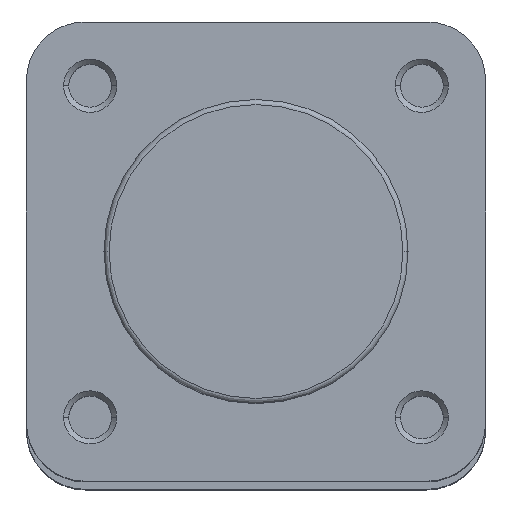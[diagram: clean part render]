
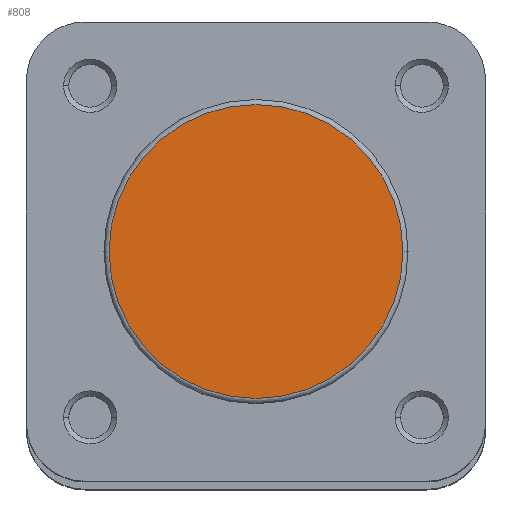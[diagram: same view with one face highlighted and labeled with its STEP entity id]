
A CAD part, top view. The second image highlights one B-rep face of the part: STEP entity #808.
In plain terms, the highlighted planar face has unit normal (0, 0, 1).
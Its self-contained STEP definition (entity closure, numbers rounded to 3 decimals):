
#290 = EDGE_LOOP ( 'NONE', ( #475, #429 ) ) ;
#429 = ORIENTED_EDGE ( 'NONE', *, *, #2568, .T. ) ;
#475 = ORIENTED_EDGE ( 'NONE', *, *, #2522, .T. ) ;
#808 = ADVANCED_FACE ( 'NONE', ( #3433 ), #1777, .F. ) ;
#1215 = VERTEX_POINT ( 'NONE', #2141 ) ;
#1309 = VERTEX_POINT ( 'NONE', #2235 ) ;
#1776 = CARTESIAN_POINT ( 'NONE',  ( 0., 14.9, 0. ) ) ;
#1777 = PLANE ( 'NONE',  #2886 ) ;
#1779 = DIRECTION ( 'NONE',  ( 0., 0., -1. ) ) ;
#1780 = DIRECTION ( 'NONE',  ( -1., 0., 0. ) ) ;
#2141 = CARTESIAN_POINT ( 'NONE',  ( 14.4, 0., 0. ) ) ;
#2235 = CARTESIAN_POINT ( 'NONE',  ( -14.4, 0., 0. ) ) ;
#2522 = EDGE_CURVE ( 'NONE', #1309, #1215, #3758, .T. ) ;
#2568 = EDGE_CURVE ( 'NONE', #1215, #1309, #3827, .T. ) ;
#2886 = AXIS2_PLACEMENT_3D ( 'NONE', #1776, #1779, #1780 ) ;
#3026 = AXIS2_PLACEMENT_3D ( 'NONE', #4083, #4084, #4085 ) ;
#3049 = AXIS2_PLACEMENT_3D ( 'NONE', #4197, #4199, #4200 ) ;
#3433 = FACE_OUTER_BOUND ( 'NONE', #290, .T. ) ;
#3758 = CIRCLE ( 'NONE', #3026, 14.4 ) ;
#3827 = CIRCLE ( 'NONE', #3049, 14.4 ) ;
#4083 = CARTESIAN_POINT ( 'NONE',  ( 0., 0., 0. ) ) ;
#4084 = DIRECTION ( 'NONE',  ( 0., 0., 1. ) ) ;
#4085 = DIRECTION ( 'NONE',  ( -1., 0., 0. ) ) ;
#4197 = CARTESIAN_POINT ( 'NONE',  ( 0., 0., 0. ) ) ;
#4199 = DIRECTION ( 'NONE',  ( 0., 0., 1. ) ) ;
#4200 = DIRECTION ( 'NONE',  ( -1., 0., 0. ) ) ;
